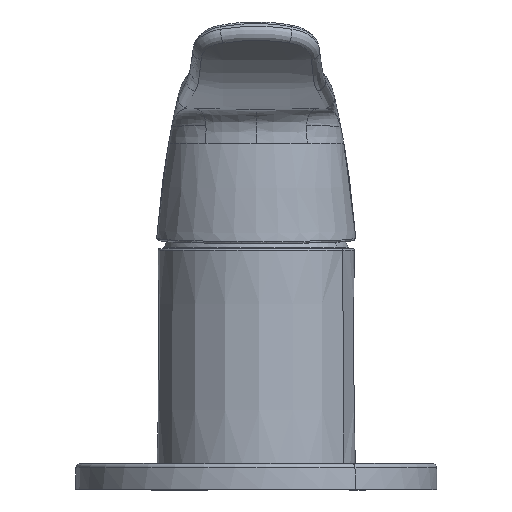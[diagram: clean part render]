
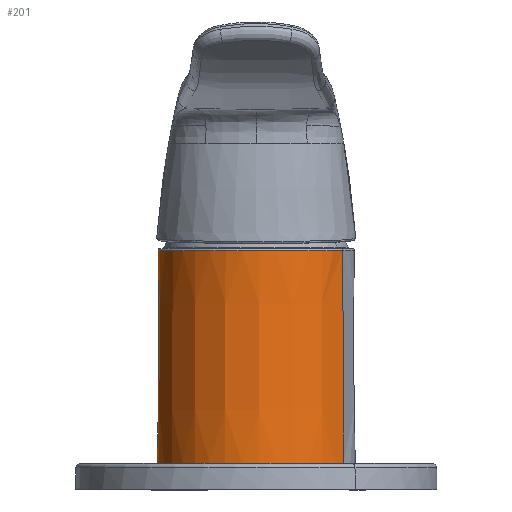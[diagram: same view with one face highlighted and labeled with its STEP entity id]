
A CAD part, front view. The second image highlights one B-rep face of the part: STEP entity #201.
In plain terms, the highlighted conical face has half-angle 0.25 degrees and reference radius 24.42 mm.
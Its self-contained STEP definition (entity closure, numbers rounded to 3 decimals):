
#100 = CARTESIAN_POINT ( 'NONE',  ( -33.139, 72.642, 174.392 ) ) ;
#201 = ADVANCED_FACE ( 'NONE', ( #4694 ), #11487, .T. ) ;
#434 = ORIENTED_EDGE ( 'NONE', *, *, #6576, .T. ) ;
#691 = CARTESIAN_POINT ( 'NONE',  ( -76.184, 95.717, 174.392 ) ) ;
#778 = DIRECTION ( 'NONE',  ( 0., 0., 1. ) ) ;
#1156 = EDGE_CURVE ( 'NONE', #3458, #1559, #3575, .T. ) ;
#1559 = VERTEX_POINT ( 'NONE', #5880 ) ;
#1569 = VERTEX_POINT ( 'NONE', #691 ) ;
#2224 = LINE ( 'NONE', #10800, #7890 ) ;
#2237 = VECTOR ( 'NONE', #6481, 1000. ) ;
#2331 = ORIENTED_EDGE ( 'NONE', *, *, #10361, .F. ) ;
#2873 = DIRECTION ( 'NONE',  ( 0., 0., 1. ) ) ;
#3458 = VERTEX_POINT ( 'NONE', #7229 ) ;
#3575 = CIRCLE ( 'NONE', #4126, 24.65 ) ;
#3722 = ORIENTED_EDGE ( 'NONE', *, *, #9389, .F. ) ;
#3872 = CIRCLE ( 'NONE', #4365, 24.42 ) ;
#4126 = AXIS2_PLACEMENT_3D ( 'NONE', #10467, #778, #11288 ) ;
#4365 = AXIS2_PLACEMENT_3D ( 'NONE', #9848, #2873, #5466 ) ;
#4694 = FACE_OUTER_BOUND ( 'NONE', #6936, .T. ) ;
#5466 = DIRECTION ( 'NONE',  ( -0.547, 0.837, 0. ) ) ;
#5880 = CARTESIAN_POINT ( 'NONE',  ( -32.936, 72.533, 121.589 ) ) ;
#5929 = VERTEX_POINT ( 'NONE', #100 ) ;
#6277 = DIRECTION ( 'NONE',  ( 0., 0., -1. ) ) ;
#6397 = DIRECTION ( 'NONE',  ( 0.881, -0.472, 0. ) ) ;
#6481 = DIRECTION ( 'NONE',  ( -0.004, 0.002, -1. ) ) ;
#6576 = EDGE_CURVE ( 'NONE', #1569, #3458, #8601, .T. ) ;
#6936 = EDGE_LOOP ( 'NONE', ( #2331, #434, #8016, #3722 ) ) ;
#7229 = CARTESIAN_POINT ( 'NONE',  ( -76.387, 95.826, 121.589 ) ) ;
#7434 = CARTESIAN_POINT ( 'NONE',  ( -76.184, 95.717, 174.392 ) ) ;
#7890 = VECTOR ( 'NONE', #8243, 1000. ) ;
#8016 = ORIENTED_EDGE ( 'NONE', *, *, #1156, .T. ) ;
#8243 = DIRECTION ( 'NONE',  ( 0.004, -0.002, -1. ) ) ;
#8601 = LINE ( 'NONE', #7434, #2237 ) ;
#9389 = EDGE_CURVE ( 'NONE', #5929, #1559, #2224, .T. ) ;
#9848 = CARTESIAN_POINT ( 'NONE',  ( -54.662, 84.179, 174.392 ) ) ;
#9919 = AXIS2_PLACEMENT_3D ( 'NONE', #11429, #6277, #6397 ) ;
#10361 = EDGE_CURVE ( 'NONE', #1569, #5929, #3872, .T. ) ;
#10467 = CARTESIAN_POINT ( 'NONE',  ( -54.662, 84.179, 121.589 ) ) ;
#10800 = CARTESIAN_POINT ( 'NONE',  ( -33.139, 72.642, 174.392 ) ) ;
#11288 = DIRECTION ( 'NONE',  ( -1., 0., 0. ) ) ;
#11429 = CARTESIAN_POINT ( 'NONE',  ( -54.662, 84.179, 174.392 ) ) ;
#11487 = CONICAL_SURFACE ( 'NONE', #9919, 24.42, 0.004 ) ;
